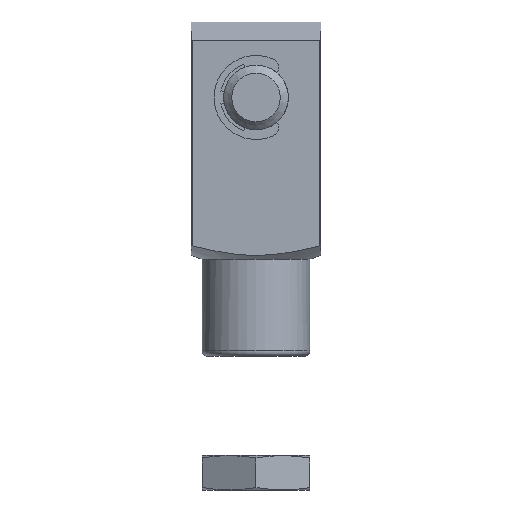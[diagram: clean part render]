
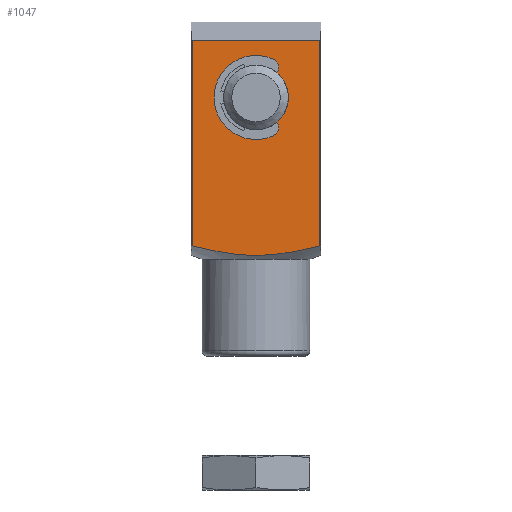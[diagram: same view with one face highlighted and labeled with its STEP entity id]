
A CAD part, left-side view. The second image highlights one B-rep face of the part: STEP entity #1047.
In plain terms, the highlighted planar face has unit normal (-1, 0, 0).
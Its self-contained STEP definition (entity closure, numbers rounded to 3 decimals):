
#68=CIRCLE('',#1152,0.8);
#69=CIRCLE('',#1153,3.9);
#70=CIRCLE('',#1154,0.8);
#71=CIRCLE('',#1155,3.);
#121=LINE('',#1639,#197);
#122=LINE('',#1642,#198);
#123=LINE('',#1652,#199);
#197=VECTOR('',#1311,1000.);
#198=VECTOR('',#1312,1000.);
#199=VECTOR('',#1313,1000.);
#289=ORIENTED_EDGE('',*,*,#582,.T.);
#290=ORIENTED_EDGE('',*,*,#583,.T.);
#291=ORIENTED_EDGE('',*,*,#584,.T.);
#292=ORIENTED_EDGE('',*,*,#585,.T.);
#293=ORIENTED_EDGE('',*,*,#586,.F.);
#294=ORIENTED_EDGE('',*,*,#587,.F.);
#295=ORIENTED_EDGE('',*,*,#588,.T.);
#296=ORIENTED_EDGE('',*,*,#589,.T.);
#582=EDGE_CURVE('',#727,#728,#68,.T.);
#583=EDGE_CURVE('',#728,#729,#69,.T.);
#584=EDGE_CURVE('',#729,#730,#70,.T.);
#585=EDGE_CURVE('',#730,#727,#71,.F.);
#586=EDGE_CURVE('',#731,#732,#121,.T.);
#587=EDGE_CURVE('',#733,#731,#122,.T.);
#588=EDGE_CURVE('',#733,#734,#809,.T.);
#589=EDGE_CURVE('',#734,#732,#123,.T.);
#727=VERTEX_POINT('',#1632);
#728=VERTEX_POINT('',#1633);
#729=VERTEX_POINT('',#1635);
#730=VERTEX_POINT('',#1637);
#731=VERTEX_POINT('',#1640);
#732=VERTEX_POINT('',#1641);
#733=VERTEX_POINT('',#1643);
#734=VERTEX_POINT('',#1651);
#809=B_SPLINE_CURVE_WITH_KNOTS('',3,(#1644,#1645,#1646,#1647,#1648,#1649,
#1650),.UNSPECIFIED.,.F.,.F.,(4,1,1,1,4),(0.032,0.035,
0.038,0.041,0.044),.UNSPECIFIED.);
#834=EDGE_LOOP('',(#289,#290,#291,#292));
#835=EDGE_LOOP('',(#293,#294,#295,#296));
#922=FACE_BOUND('',#834,.T.);
#923=FACE_BOUND('',#835,.T.);
#1007=PLANE('',#1151);
#1047=ADVANCED_FACE('',(#922,#923),#1007,.T.);
#1151=AXIS2_PLACEMENT_3D('',#1630,#1301,#1302);
#1152=AXIS2_PLACEMENT_3D('',#1631,#1303,#1304);
#1153=AXIS2_PLACEMENT_3D('',#1634,#1305,#1306);
#1154=AXIS2_PLACEMENT_3D('',#1636,#1307,#1308);
#1155=AXIS2_PLACEMENT_3D('',#1638,#1309,#1310);
#1301=DIRECTION('',(-1.,0.,0.));
#1302=DIRECTION('',(0.,0.,1.));
#1303=DIRECTION('',(1.,0.,0.));
#1304=DIRECTION('',(0.,0.,-1.));
#1305=DIRECTION('',(1.,0.,0.));
#1306=DIRECTION('',(0.,0.,-1.));
#1307=DIRECTION('',(1.,0.,0.));
#1308=DIRECTION('',(0.,0.,-1.));
#1309=DIRECTION('',(-1.,0.,0.));
#1310=DIRECTION('',(0.,0.,1.));
#1311=DIRECTION('',(0.,-1.,0.));
#1312=DIRECTION('',(0.,0.,1.));
#1313=DIRECTION('',(0.,0.,1.));
#1630=CARTESIAN_POINT('',(-6.,12.,29.268));
#1631=CARTESIAN_POINT('',(-6.,-1.297,21.184));
#1632=CARTESIAN_POINT('',(-6.,-1.915,21.691));
#1633=CARTESIAN_POINT('',(-6.,-1.631,20.457));
#1634=CARTESIAN_POINT('',(-6.,0.,24.));
#1635=CARTESIAN_POINT('',(-6.,-1.631,27.543));
#1636=CARTESIAN_POINT('',(-6.,-1.297,26.816));
#1637=CARTESIAN_POINT('',(-6.,-1.915,26.309));
#1638=CARTESIAN_POINT('',(-6.,0.,24.));
#1639=CARTESIAN_POINT('',(-6.,12.,29.268));
#1640=CARTESIAN_POINT('',(-6.,5.9,29.268));
#1641=CARTESIAN_POINT('',(-6.,-5.9,29.268));
#1642=CARTESIAN_POINT('',(-6.,5.9,9.));
#1643=CARTESIAN_POINT('',(-6.,5.9,10.243));
#1644=CARTESIAN_POINT('',(-6.,5.9,10.243));
#1645=CARTESIAN_POINT('',(-6.,4.958,10.002));
#1646=CARTESIAN_POINT('',(-6.,3.061,9.572));
#1647=CARTESIAN_POINT('',(-6.,0.1,9.265));
#1648=CARTESIAN_POINT('',(-6.,-2.994,9.553));
#1649=CARTESIAN_POINT('',(-6.,-4.933,9.996));
#1650=CARTESIAN_POINT('',(-6.,-5.9,10.243));
#1651=CARTESIAN_POINT('',(-6.,-5.9,10.243));
#1652=CARTESIAN_POINT('',(-6.,-5.9,9.));
